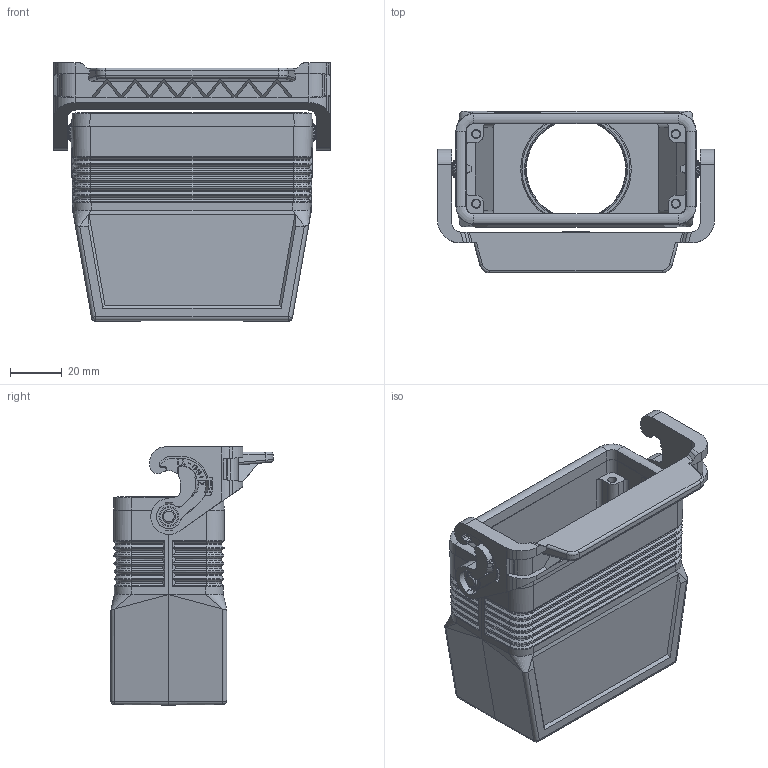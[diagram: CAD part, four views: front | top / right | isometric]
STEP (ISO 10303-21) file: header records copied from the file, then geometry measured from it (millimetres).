
FILE_DESCRIPTION(('Creo Elements/Direct Modeling STEP Export'),'2;1');
FILE_NAME('37jbk2e5ph5jg543060','2023-03-02T11:14:01',(''),(''),'Creo Elements/Direct Modeling STEP processor for AP214 (Solid Model)','Creo Elements/Direct Modeling 20.1B 02-Apr-2019 (C) Parametric Technology GmbH','');
FILE_SCHEMA(('AUTOMOTIVE_DESIGN { 1 0 10303 214 1 1 1 1 }'));
Products named in the file (2): MLFV 16 LG40
Assembly tree (1 placements, depth 2):
  MLFV 16 LG40
    MLFV 16 LG40
Bounding box: 107.5 x 63 x 100.25 mm (x, y, z)
Volume: 106586.8 mm3; surface area: 58500.5 mm2
Topology: 1 solids, 1 shells, 1406 faces, 3651 edges, 2290 vertices
Faces by surface type: plane 786, cylinder 360, cone 124, torus 92, bspline 40, sphere 4
Entity records: 59383 total; most frequent: CARTESIAN_POINT 14502, ORIENTED_EDGE 7286, DIRECTION 6635, EDGE_CURVE 3643, VECTOR 2355, LINE 2355, VERTEX_POINT 2290, AXIS2_PLACEMENT_3D 2140
